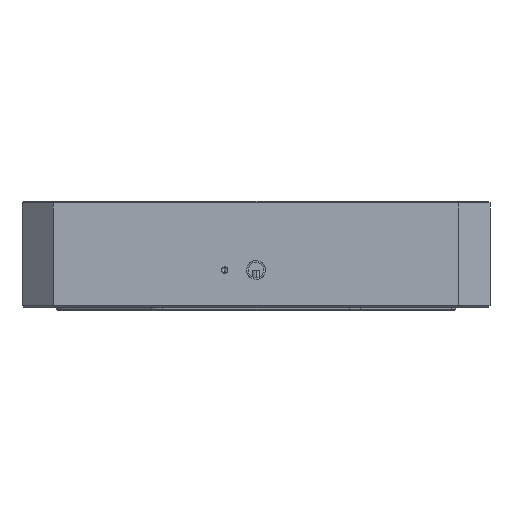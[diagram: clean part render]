
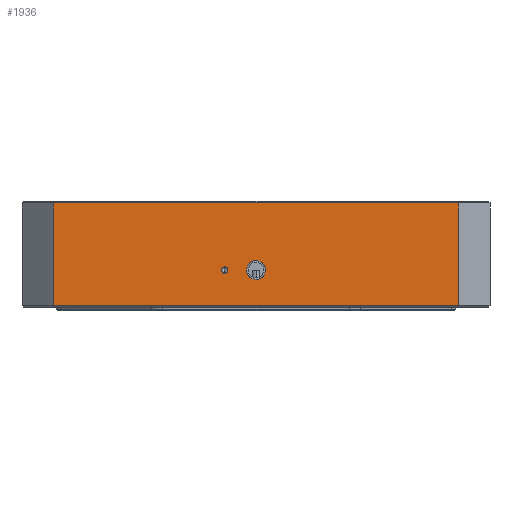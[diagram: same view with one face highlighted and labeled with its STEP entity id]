
A CAD part, left-side view. The second image highlights one B-rep face of the part: STEP entity #1936.
In plain terms, the highlighted planar face has unit normal (-1, 0, 0).
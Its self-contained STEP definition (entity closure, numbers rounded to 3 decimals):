
#453 = CARTESIAN_POINT ( 'NONE',  ( -99.323, 61.607, 162.5 ) ) ;
#1035 = DIRECTION ( 'NONE',  ( 0., -1., 0. ) ) ;
#1056 = CIRCLE ( 'NONE', #4424, 1.025 ) ;
#1500 = DIRECTION ( 'NONE',  ( -1., 0., 0. ) ) ;
#1935 = CARTESIAN_POINT ( 'NONE',  ( -99.323, 51.607, 131.5 ) ) ;
#1936 = ADVANCED_FACE ( 'NONE', ( #2273, #15879, #21577 ), #6861, .F. ) ;
#1946 = AXIS2_PLACEMENT_3D ( 'NONE', #18643, #1500, #18571 ) ;
#2209 = CIRCLE ( 'NONE', #7904, 1.025 ) ;
#2273 = FACE_BOUND ( 'NONE', #17096, .T. ) ;
#2635 = VERTEX_POINT ( 'NONE', #21025 ) ;
#2703 = ORIENTED_EDGE ( 'NONE', *, *, #19685, .F. ) ;
#2896 = DIRECTION ( 'NONE',  ( 0., 0., 1. ) ) ;
#3653 = VECTOR ( 'NONE', #19040, 1000. ) ;
#3656 = CIRCLE ( 'NONE', #18027, 3. ) ;
#3809 = VERTEX_POINT ( 'NONE', #14187 ) ;
#4178 = DIRECTION ( 'NONE',  ( 0., 1., 0. ) ) ;
#4424 = AXIS2_PLACEMENT_3D ( 'NONE', #13294, #12992, #2896 ) ;
#4566 = ORIENTED_EDGE ( 'NONE', *, *, #13057, .T. ) ;
#4582 = LINE ( 'NONE', #10734, #16257 ) ;
#5488 = AXIS2_PLACEMENT_3D ( 'NONE', #453, #6721, #14220 ) ;
#5697 = ORIENTED_EDGE ( 'NONE', *, *, #21842, .T. ) ;
#5727 = EDGE_CURVE ( 'NONE', #10937, #6321, #6076, .T. ) ;
#6076 = LINE ( 'NONE', #10381, #3653 ) ;
#6185 = VERTEX_POINT ( 'NONE', #22181 ) ;
#6277 = EDGE_CURVE ( 'NONE', #14149, #3809, #9323, .T. ) ;
#6321 = VERTEX_POINT ( 'NONE', #1935 ) ;
#6376 = VERTEX_POINT ( 'NONE', #19234 ) ;
#6721 = DIRECTION ( 'NONE',  ( 1., 0., 0. ) ) ;
#6787 = LINE ( 'NONE', #9563, #10324 ) ;
#6861 = PLANE ( 'NONE',  #5488 ) ;
#7358 = CARTESIAN_POINT ( 'NONE',  ( -99.323, -16.393, 143. ) ) ;
#7904 = AXIS2_PLACEMENT_3D ( 'NONE', #12827, #9510, #18023 ) ;
#7938 = EDGE_CURVE ( 'NONE', #6185, #2635, #6787, .T. ) ;
#8440 = ORIENTED_EDGE ( 'NONE', *, *, #7938, .T. ) ;
#8671 = VERTEX_POINT ( 'NONE', #15221 ) ;
#8979 = ORIENTED_EDGE ( 'NONE', *, *, #6277, .F. ) ;
#9307 = EDGE_LOOP ( 'NONE', ( #8440, #5697, #16280, #4566 ) ) ;
#9323 = CIRCLE ( 'NONE', #1946, 3. ) ;
#9510 = DIRECTION ( 'NONE',  ( -1., 0., 0. ) ) ;
#9563 = CARTESIAN_POINT ( 'NONE',  ( -99.323, -78.393, 162.5 ) ) ;
#9988 = LINE ( 'NONE', #14555, #22191 ) ;
#10324 = VECTOR ( 'NONE', #19729, 1000. ) ;
#10381 = CARTESIAN_POINT ( 'NONE',  ( -99.323, 51.607, 162.5 ) ) ;
#10734 = CARTESIAN_POINT ( 'NONE',  ( -99.323, -78.393, 131.5 ) ) ;
#10937 = VERTEX_POINT ( 'NONE', #15882 ) ;
#11502 = CARTESIAN_POINT ( 'NONE',  ( -99.323, -13.393, 143. ) ) ;
#12827 = CARTESIAN_POINT ( 'NONE',  ( -99.323, -3.393, 143. ) ) ;
#12992 = DIRECTION ( 'NONE',  ( -1., 0., 0. ) ) ;
#13057 = EDGE_CURVE ( 'NONE', #6321, #6185, #4582, .T. ) ;
#13294 = CARTESIAN_POINT ( 'NONE',  ( -99.323, -3.393, 143. ) ) ;
#14149 = VERTEX_POINT ( 'NONE', #7358 ) ;
#14187 = CARTESIAN_POINT ( 'NONE',  ( -99.323, -10.393, 143. ) ) ;
#14220 = DIRECTION ( 'NONE',  ( 0., 1., 0. ) ) ;
#14555 = CARTESIAN_POINT ( 'NONE',  ( -99.323, 51.607, 164.5 ) ) ;
#15221 = CARTESIAN_POINT ( 'NONE',  ( -99.323, -3.393, 144.025 ) ) ;
#15879 = FACE_BOUND ( 'NONE', #19979, .T. ) ;
#15882 = CARTESIAN_POINT ( 'NONE',  ( -99.323, 51.607, 164.5 ) ) ;
#16172 = ORIENTED_EDGE ( 'NONE', *, *, #21328, .F. ) ;
#16257 = VECTOR ( 'NONE', #19398, 1000. ) ;
#16280 = ORIENTED_EDGE ( 'NONE', *, *, #5727, .T. ) ;
#17096 = EDGE_LOOP ( 'NONE', ( #2703, #16172 ) ) ;
#17900 = EDGE_CURVE ( 'NONE', #3809, #14149, #3656, .T. ) ;
#18023 = DIRECTION ( 'NONE',  ( 0., 0., 1. ) ) ;
#18027 = AXIS2_PLACEMENT_3D ( 'NONE', #11502, #18342, #1035 ) ;
#18342 = DIRECTION ( 'NONE',  ( -1., 0., 0. ) ) ;
#18474 = ORIENTED_EDGE ( 'NONE', *, *, #17900, .F. ) ;
#18571 = DIRECTION ( 'NONE',  ( 0., -1., 0. ) ) ;
#18643 = CARTESIAN_POINT ( 'NONE',  ( -99.323, -13.393, 143. ) ) ;
#19040 = DIRECTION ( 'NONE',  ( 0., 0., -1. ) ) ;
#19234 = CARTESIAN_POINT ( 'NONE',  ( -99.323, -3.393, 141.975 ) ) ;
#19398 = DIRECTION ( 'NONE',  ( 0., -1., 0. ) ) ;
#19685 = EDGE_CURVE ( 'NONE', #8671, #6376, #2209, .T. ) ;
#19729 = DIRECTION ( 'NONE',  ( 0., 0., 1. ) ) ;
#19979 = EDGE_LOOP ( 'NONE', ( #8979, #18474 ) ) ;
#21025 = CARTESIAN_POINT ( 'NONE',  ( -99.323, -78.393, 164.5 ) ) ;
#21328 = EDGE_CURVE ( 'NONE', #6376, #8671, #1056, .T. ) ;
#21577 = FACE_OUTER_BOUND ( 'NONE', #9307, .T. ) ;
#21842 = EDGE_CURVE ( 'NONE', #2635, #10937, #9988, .T. ) ;
#22181 = CARTESIAN_POINT ( 'NONE',  ( -99.323, -78.393, 131.5 ) ) ;
#22191 = VECTOR ( 'NONE', #4178, 1000. ) ;
